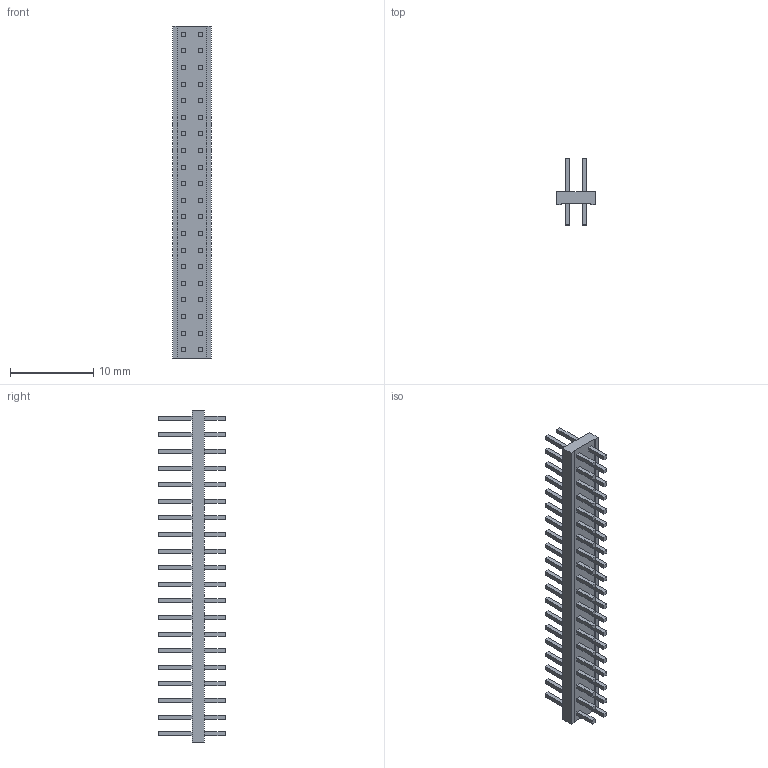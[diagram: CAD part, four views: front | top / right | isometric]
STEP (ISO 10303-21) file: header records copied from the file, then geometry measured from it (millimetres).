
FILE_DESCRIPTION (( 'STEP AP214' ), '1' );
FILE_NAME ('72AA34A8-327B-4C0E-8415-CFBE234DCAEC.STEP', '2025-05-13T11:34:18', ( '' ), ( '' ), 'SwSTEP 2.0', 'SolidWorks 2022', '' );
FILE_SCHEMA (( 'AUTOMOTIVE_DESIGN' ));
Length unit declared in the file: millimetre
Products named in the file (1): 72AA34A8-327B-4C0E-8415-CFBE234DCAEC
Bounding box: 4.6 x 8 x 40 mm (x, y, z)
Volume: 327.6 mm3; surface area: 1037.1 mm2
Topology: 1 solids, 1 shells, 410 faces, 984 edges, 656 vertices
Faces by surface type: plane 410
Entity records: 16181 total; most frequent: CARTESIAN_POINT 2051, ORIENTED_EDGE 1968, DIRECTION 1806, VECTOR 984, LINE 984, EDGE_CURVE 984, VERTEX_POINT 656, EDGE_LOOP 490
